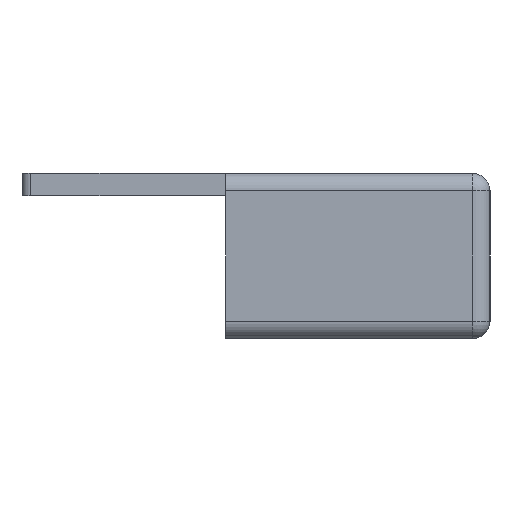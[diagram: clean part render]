
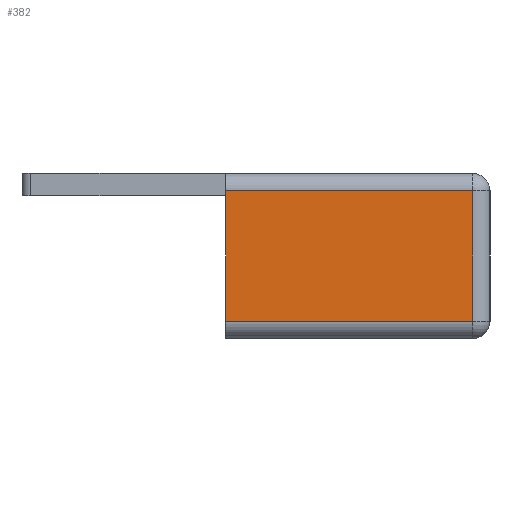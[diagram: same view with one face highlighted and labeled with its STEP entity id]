
A CAD part, left-side view. The second image highlights one B-rep face of the part: STEP entity #382.
In plain terms, the highlighted planar face has unit normal (-1, 0, 0).
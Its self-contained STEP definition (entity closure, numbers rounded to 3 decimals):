
#382=ADVANCED_FACE('',(#646),#647,.F.);
#646=FACE_OUTER_BOUND('',#865,.T.);
#647=PLANE('',#866);
#865=EDGE_LOOP('',(#1377,#1378,#1379,#1380));
#866=AXIS2_PLACEMENT_3D('',#1381,#1382,#1383);
#1377=ORIENTED_EDGE('',*,*,#1634,.T.);
#1378=ORIENTED_EDGE('',*,*,#1649,.T.);
#1379=ORIENTED_EDGE('',*,*,#1650,.T.);
#1380=ORIENTED_EDGE('',*,*,#1651,.T.);
#1381=CARTESIAN_POINT('',(0.0,7.6,4.75));
#1382=DIRECTION('',(1.0,0.0,0.0));
#1383=DIRECTION('',(0.0,-1.0,0.0));
#1634=EDGE_CURVE('',#1934,#1930,#1935,.T.);
#1649=EDGE_CURVE('',#1930,#1952,#1953,.T.);
#1650=EDGE_CURVE('',#1952,#1954,#1955,.T.);
#1651=EDGE_CURVE('',#1954,#1934,#1956,.T.);
#1930=VERTEX_POINT('',#2330);
#1934=VERTEX_POINT('',#2334);
#1935=LINE('',#2335,#2336);
#1952=VERTEX_POINT('',#2356);
#1953=LINE('',#2357,#2358);
#1954=VERTEX_POINT('',#2359);
#1955=LINE('',#2360,#2361);
#1956=LINE('',#2362,#2363);
#2330=CARTESIAN_POINT('',(0.,1.,8.5));
#2334=CARTESIAN_POINT('',(0.,1.,1.));
#2335=CARTESIAN_POINT('',(0.0,1.,4.75));
#2336=VECTOR('',#2574,1.0);
#2356=CARTESIAN_POINT('',(0.,15.2,8.5));
#2357=CARTESIAN_POINT('',(0.,3.8,8.5));
#2358=VECTOR('',#2596,1.0);
#2359=CARTESIAN_POINT('',(0.0,15.2,1.0));
#2360=CARTESIAN_POINT('',(0.0,15.2,4.75));
#2361=VECTOR('',#2597,1.0);
#2362=CARTESIAN_POINT('',(0.,19.0,1.));
#2363=VECTOR('',#2598,1.0);
#2574=DIRECTION('',(-0.0,0.0,1.0));
#2596=DIRECTION('',(-0.0,1.0,0.0));
#2597=DIRECTION('',(0.0,0.0,-1.0));
#2598=DIRECTION('',(0.0,-1.0,0.0));
